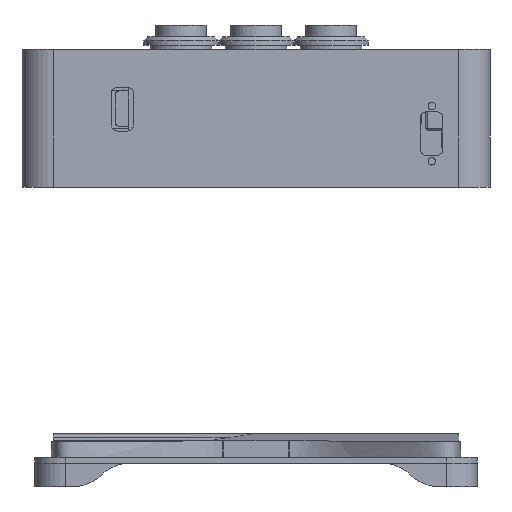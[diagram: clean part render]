
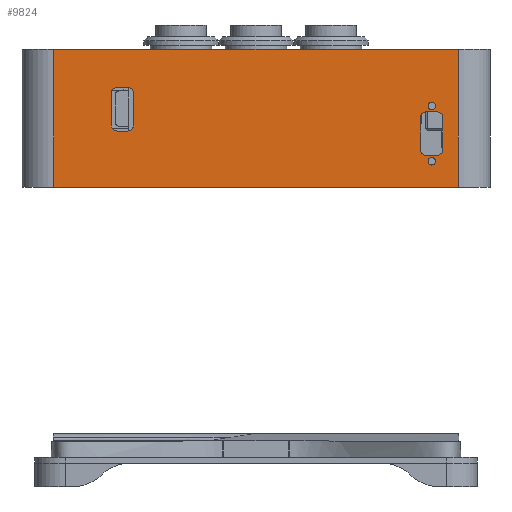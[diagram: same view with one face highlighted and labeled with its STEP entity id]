
A CAD part, front view. The second image highlights one B-rep face of the part: STEP entity #9824.
In plain terms, the highlighted planar face has unit normal (0, -1, 0).
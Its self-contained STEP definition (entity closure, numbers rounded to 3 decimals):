
#220=FACE_BOUND('',#1716,.T.);
#221=FACE_BOUND('',#1717,.T.);
#222=FACE_BOUND('',#1718,.T.);
#223=FACE_BOUND('',#1719,.T.);
#531=PLANE('',#10768);
#1075=FACE_OUTER_BOUND('',#1715,.T.);
#1715=EDGE_LOOP('',(#8632,#8633,#8634,#8635));
#1716=EDGE_LOOP('',(#8636));
#1717=EDGE_LOOP('',(#8637,#8638,#8639,#8640,#8641,#8642,#8643,#8644));
#1718=EDGE_LOOP('',(#8645));
#1719=EDGE_LOOP('',(#8646,#8647,#8648,#8649,#8650,#8651,#8652,#8653));
#2529=LINE('',#15665,#3542);
#2534=LINE('',#15679,#3547);
#2538=LINE('',#15691,#3551);
#2542=LINE('',#15703,#3555);
#2547=LINE('',#15725,#3560);
#2552=LINE('',#15739,#3565);
#2556=LINE('',#15751,#3569);
#2560=LINE('',#15763,#3573);
#2575=LINE('',#15813,#3588);
#2614=LINE('',#15963,#3627);
#2673=LINE('',#16122,#3686);
#2674=LINE('',#16124,#3687);
#3542=VECTOR('',#12809,10.);
#3547=VECTOR('',#12822,10.);
#3551=VECTOR('',#12834,10.);
#3555=VECTOR('',#12846,10.);
#3560=VECTOR('',#12871,10.);
#3565=VECTOR('',#12884,10.);
#3569=VECTOR('',#12896,10.);
#3573=VECTOR('',#12908,10.);
#3588=VECTOR('',#12963,10.);
#3627=VECTOR('',#13110,10.);
#3686=VECTOR('',#13295,10.);
#3687=VECTOR('',#13298,10.);
#4022=CIRCLE('',#10598,1.55);
#4024=CIRCLE('',#10602,1.55);
#4026=CIRCLE('',#10606,1.55);
#4028=CIRCLE('',#10610,1.55);
#4033=CIRCLE('',#10617,0.95);
#4034=CIRCLE('',#10620,1.55);
#4036=CIRCLE('',#10624,1.55);
#4038=CIRCLE('',#10628,1.55);
#4040=CIRCLE('',#10632,1.55);
#4043=CIRCLE('',#10636,0.95);
#4728=VERTEX_POINT('',#15663);
#4729=VERTEX_POINT('',#15664);
#4732=VERTEX_POINT('',#15672);
#4734=VERTEX_POINT('',#15678);
#4736=VERTEX_POINT('',#15684);
#4738=VERTEX_POINT('',#15690);
#4740=VERTEX_POINT('',#15696);
#4742=VERTEX_POINT('',#15702);
#4747=VERTEX_POINT('',#15719);
#4748=VERTEX_POINT('',#15723);
#4749=VERTEX_POINT('',#15724);
#4752=VERTEX_POINT('',#15732);
#4754=VERTEX_POINT('',#15738);
#4756=VERTEX_POINT('',#15744);
#4758=VERTEX_POINT('',#15750);
#4760=VERTEX_POINT('',#15756);
#4762=VERTEX_POINT('',#15762);
#4765=VERTEX_POINT('',#15773);
#4776=VERTEX_POINT('',#15810);
#4777=VERTEX_POINT('',#15812);
#4833=VERTEX_POINT('',#15960);
#4834=VERTEX_POINT('',#15962);
#5934=EDGE_CURVE('',#4728,#4729,#2529,.T.);
#5938=EDGE_CURVE('',#4729,#4732,#4022,.T.);
#5941=EDGE_CURVE('',#4732,#4734,#2534,.T.);
#5944=EDGE_CURVE('',#4734,#4736,#4024,.T.);
#5947=EDGE_CURVE('',#4736,#4738,#2538,.T.);
#5950=EDGE_CURVE('',#4738,#4740,#4026,.T.);
#5953=EDGE_CURVE('',#4740,#4742,#2542,.T.);
#5956=EDGE_CURVE('',#4742,#4728,#4028,.T.);
#5963=EDGE_CURVE('',#4747,#4747,#4033,.T.);
#5964=EDGE_CURVE('',#4748,#4749,#2547,.T.);
#5968=EDGE_CURVE('',#4749,#4752,#4034,.T.);
#5971=EDGE_CURVE('',#4752,#4754,#2552,.T.);
#5974=EDGE_CURVE('',#4754,#4756,#4036,.T.);
#5977=EDGE_CURVE('',#4756,#4758,#2556,.T.);
#5980=EDGE_CURVE('',#4758,#4760,#4038,.T.);
#5983=EDGE_CURVE('',#4760,#4762,#2560,.T.);
#5986=EDGE_CURVE('',#4762,#4748,#4040,.T.);
#5990=EDGE_CURVE('',#4765,#4765,#4043,.T.);
#6008=EDGE_CURVE('',#4776,#4777,#2575,.T.);
#6082=EDGE_CURVE('',#4833,#4834,#2614,.T.);
#6162=EDGE_CURVE('',#4776,#4834,#2673,.T.);
#6163=EDGE_CURVE('',#4777,#4833,#2674,.T.);
#8632=ORIENTED_EDGE('',*,*,#6162,.T.);
#8633=ORIENTED_EDGE('',*,*,#6082,.F.);
#8634=ORIENTED_EDGE('',*,*,#6163,.F.);
#8635=ORIENTED_EDGE('',*,*,#6008,.F.);
#8636=ORIENTED_EDGE('',*,*,#5990,.T.);
#8637=ORIENTED_EDGE('',*,*,#5977,.T.);
#8638=ORIENTED_EDGE('',*,*,#5980,.T.);
#8639=ORIENTED_EDGE('',*,*,#5983,.T.);
#8640=ORIENTED_EDGE('',*,*,#5986,.T.);
#8641=ORIENTED_EDGE('',*,*,#5964,.T.);
#8642=ORIENTED_EDGE('',*,*,#5968,.T.);
#8643=ORIENTED_EDGE('',*,*,#5971,.T.);
#8644=ORIENTED_EDGE('',*,*,#5974,.T.);
#8645=ORIENTED_EDGE('',*,*,#5963,.T.);
#8646=ORIENTED_EDGE('',*,*,#5947,.T.);
#8647=ORIENTED_EDGE('',*,*,#5950,.T.);
#8648=ORIENTED_EDGE('',*,*,#5953,.T.);
#8649=ORIENTED_EDGE('',*,*,#5956,.T.);
#8650=ORIENTED_EDGE('',*,*,#5934,.T.);
#8651=ORIENTED_EDGE('',*,*,#5938,.T.);
#8652=ORIENTED_EDGE('',*,*,#5941,.T.);
#8653=ORIENTED_EDGE('',*,*,#5944,.T.);
#9824=ADVANCED_FACE('',(#1075,#220,#221,#222,#223),#531,.T.);
#10598=AXIS2_PLACEMENT_3D('',#15673,#12815,#12816);
#10602=AXIS2_PLACEMENT_3D('',#15685,#12827,#12828);
#10606=AXIS2_PLACEMENT_3D('',#15697,#12839,#12840);
#10610=AXIS2_PLACEMENT_3D('',#15708,#12851,#12852);
#10617=AXIS2_PLACEMENT_3D('',#15721,#12867,#12868);
#10620=AXIS2_PLACEMENT_3D('',#15733,#12877,#12878);
#10624=AXIS2_PLACEMENT_3D('',#15745,#12889,#12890);
#10628=AXIS2_PLACEMENT_3D('',#15757,#12901,#12902);
#10632=AXIS2_PLACEMENT_3D('',#15768,#12913,#12914);
#10636=AXIS2_PLACEMENT_3D('',#15775,#12922,#12923);
#10768=AXIS2_PLACEMENT_3D('',#16123,#13296,#13297);
#12809=DIRECTION('',(0.,0.,1.));
#12815=DIRECTION('center_axis',(0.,1.,0.));
#12816=DIRECTION('ref_axis',(-1.,0.,0.));
#12822=DIRECTION('',(1.,0.,0.));
#12827=DIRECTION('center_axis',(0.,1.,0.));
#12828=DIRECTION('ref_axis',(0.,0.,1.));
#12834=DIRECTION('',(0.,0.,-1.));
#12839=DIRECTION('center_axis',(0.,1.,0.));
#12840=DIRECTION('ref_axis',(1.,0.,0.));
#12846=DIRECTION('',(-1.,0.,0.));
#12851=DIRECTION('center_axis',(0.,1.,0.));
#12852=DIRECTION('ref_axis',(0.,0.,-1.));
#12867=DIRECTION('center_axis',(0.,1.,0.));
#12868=DIRECTION('ref_axis',(-1.,0.,0.));
#12871=DIRECTION('',(0.,0.,-1.));
#12877=DIRECTION('center_axis',(0.,1.,0.));
#12878=DIRECTION('ref_axis',(1.,0.,0.));
#12884=DIRECTION('',(-1.,0.,0.));
#12889=DIRECTION('center_axis',(0.,1.,0.));
#12890=DIRECTION('ref_axis',(0.,0.,-1.));
#12896=DIRECTION('',(0.,0.,1.));
#12901=DIRECTION('center_axis',(0.,1.,0.));
#12902=DIRECTION('ref_axis',(-1.,0.,0.));
#12908=DIRECTION('',(1.,0.,0.));
#12913=DIRECTION('center_axis',(0.,1.,0.));
#12914=DIRECTION('ref_axis',(0.,0.,1.));
#12922=DIRECTION('center_axis',(0.,1.,0.));
#12923=DIRECTION('ref_axis',(-1.,0.,0.));
#12963=DIRECTION('',(-1.,0.,0.));
#13110=DIRECTION('',(1.,0.,0.));
#13295=DIRECTION('',(0.,0.,1.));
#13296=DIRECTION('center_axis',(0.,-1.,0.));
#13297=DIRECTION('ref_axis',(1.,0.,0.));
#13298=DIRECTION('',(0.,0.,1.));
#15663=CARTESIAN_POINT('',(-18.468,347.911,-2.959));
#15664=CARTESIAN_POINT('',(-18.468,347.911,5.041));
#15665=CARTESIAN_POINT('',(-18.468,347.911,9.121));
#15672=CARTESIAN_POINT('',(-16.918,347.911,6.591));
#15673=CARTESIAN_POINT('Origin',(-16.918,347.911,5.041));
#15678=CARTESIAN_POINT('',(-14.318,347.911,6.591));
#15679=CARTESIAN_POINT('',(31.672,347.911,6.591));
#15684=CARTESIAN_POINT('',(-12.768,347.911,5.041));
#15685=CARTESIAN_POINT('Origin',(-14.318,347.911,5.041));
#15690=CARTESIAN_POINT('',(-12.768,347.911,-2.959));
#15691=CARTESIAN_POINT('',(-12.768,347.911,5.121));
#15696=CARTESIAN_POINT('',(-14.318,347.911,-4.509));
#15697=CARTESIAN_POINT('Origin',(-14.318,347.911,-2.959));
#15702=CARTESIAN_POINT('',(-16.918,347.911,-4.509));
#15703=CARTESIAN_POINT('',(30.372,347.911,-4.509));
#15708=CARTESIAN_POINT('Origin',(-16.918,347.911,-2.959));
#15719=CARTESIAN_POINT('',(63.834,347.911,-12.181));
#15721=CARTESIAN_POINT('Origin',(62.884,347.911,-12.181));
#15723=CARTESIAN_POINT('',(65.734,347.911,-1.144));
#15724=CARTESIAN_POINT('',(65.734,347.911,-9.144));
#15725=CARTESIAN_POINT('',(65.734,347.911,2.028));
#15732=CARTESIAN_POINT('',(64.184,347.911,-10.694));
#15733=CARTESIAN_POINT('Origin',(64.184,347.911,-9.144));
#15738=CARTESIAN_POINT('',(61.584,347.911,-10.694));
#15739=CARTESIAN_POINT('',(69.623,347.911,-10.694));
#15744=CARTESIAN_POINT('',(60.034,347.911,-9.144));
#15745=CARTESIAN_POINT('Origin',(61.584,347.911,-9.144));
#15750=CARTESIAN_POINT('',(60.034,347.911,-1.144));
#15751=CARTESIAN_POINT('',(60.034,347.911,6.028));
#15756=CARTESIAN_POINT('',(61.584,347.911,0.406));
#15757=CARTESIAN_POINT('Origin',(61.584,347.911,-1.144));
#15762=CARTESIAN_POINT('',(64.184,347.911,0.406));
#15763=CARTESIAN_POINT('',(70.923,347.911,0.406));
#15768=CARTESIAN_POINT('Origin',(64.184,347.911,-1.144));
#15773=CARTESIAN_POINT('',(63.859,347.911,1.819));
#15775=CARTESIAN_POINT('Origin',(62.909,347.911,1.819));
#15810=CARTESIAN_POINT('',(69.662,347.911,-18.8));
#15812=CARTESIAN_POINT('',(-33.087,347.911,-18.8));
#15813=CARTESIAN_POINT('',(77.662,347.911,-18.8));
#15960=CARTESIAN_POINT('',(-33.087,347.911,16.2));
#15962=CARTESIAN_POINT('',(69.662,347.911,16.2));
#15963=CARTESIAN_POINT('',(-33.087,347.911,16.2));
#16122=CARTESIAN_POINT('',(69.662,347.911,13.2));
#16123=CARTESIAN_POINT('Origin',(-33.087,347.911,13.2));
#16124=CARTESIAN_POINT('',(-33.087,347.911,13.2));
